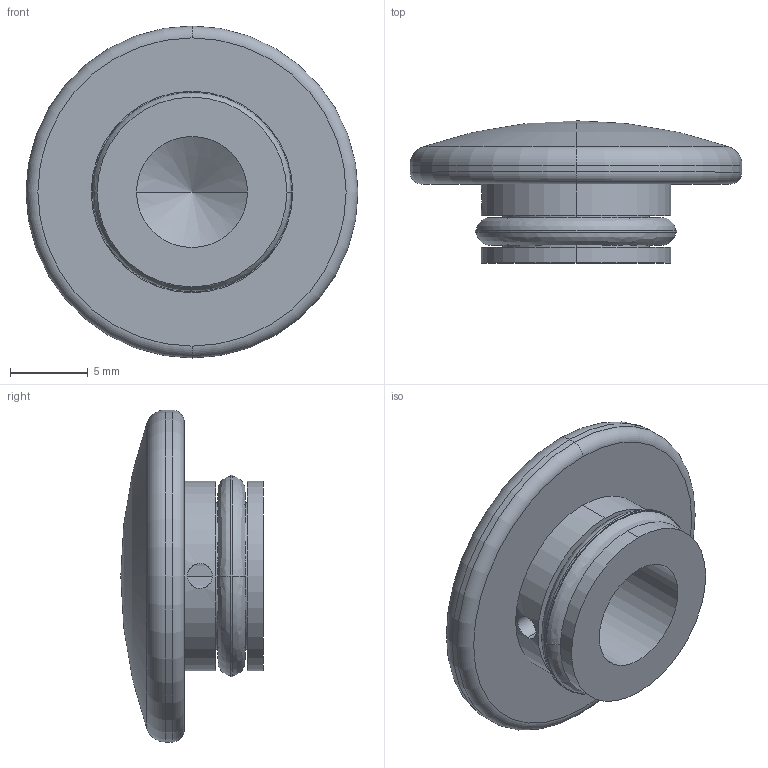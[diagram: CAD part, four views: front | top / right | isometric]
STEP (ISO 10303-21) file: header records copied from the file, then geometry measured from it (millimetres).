
FILE_DESCRIPTION((''),'2;1');
FILE_NAME('2-532_WEB','2010-10-29T',('project'),(''),'PRO/ENGINEER BY PARAMETRIC TECHNOLOGY CORPORATION, 2009300','PRO/ENGINEER BY PARAMETRIC TECHNOLOGY CORPORATION, 2009300','');
FILE_SCHEMA(('CONFIG_CONTROL_DESIGN'));
Length unit declared in the file: inch
Products named in the file (1): 2-532_WEB
Bounding box: 21.34 x 9.14 x 21.34 mm (x, y, z)
Volume: 1399.9 mm3; surface area: 1403.9 mm2
Topology: 1 solids, 1 shells, 34 faces, 79 edges, 48 vertices
Faces by surface type: cylinder 16, plane 6, torus 4, bspline 4, sphere 2, cone 2
Entity records: 1155 total; most frequent: CARTESIAN_POINT 359, DIRECTION 163, ORIENTED_EDGE 150, EDGE_CURVE 75, AXIS2_PLACEMENT_3D 72, VERTEX_POINT 48, CIRCLE 42, EDGE_LOOP 41
